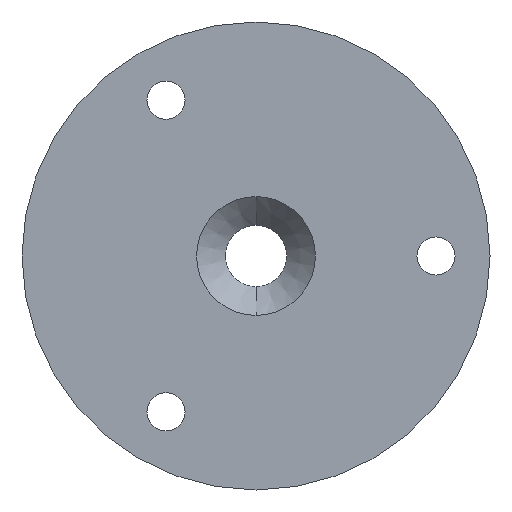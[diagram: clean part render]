
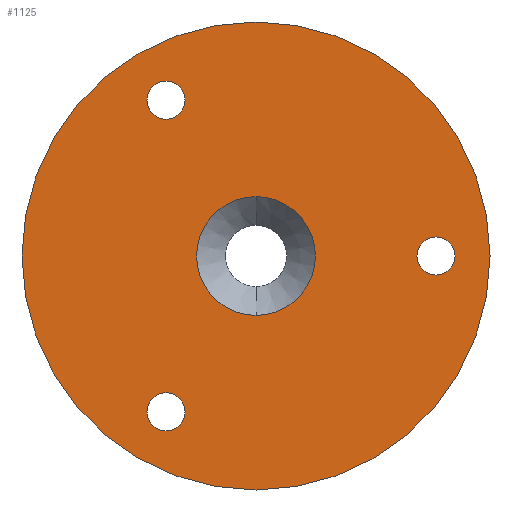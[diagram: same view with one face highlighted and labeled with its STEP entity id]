
A CAD part, front view. The second image highlights one B-rep face of the part: STEP entity #1125.
In plain terms, the highlighted planar face has unit normal (0, -1, 0).
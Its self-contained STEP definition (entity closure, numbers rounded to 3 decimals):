
#56 = DIRECTION ( 'NONE',  ( 0., 1., 0. ) ) ;
#57 = DIRECTION ( 'NONE',  ( 0., 0., 1. ) ) ;
#67 = CARTESIAN_POINT ( 'NONE',  ( 0., 0., 0. ) ) ;
#74 = DIRECTION ( 'NONE',  ( 0., 1., 0. ) ) ;
#75 = DIRECTION ( 'NONE',  ( 0., 0., 1. ) ) ;
#189 = FACE_BOUND ( 'NONE', #257, .T. ) ;
#191 = FACE_OUTER_BOUND ( 'NONE', #242, .T. ) ;
#202 = AXIS2_PLACEMENT_3D ( 'NONE', #630, #631, #632 ) ;
#210 = AXIS2_PLACEMENT_3D ( 'NONE', #645, #658, #659 ) ;
#211 = AXIS2_PLACEMENT_3D ( 'NONE', #660, #667, #668 ) ;
#212 = AXIS2_PLACEMENT_3D ( 'NONE', #669, #56, #57 ) ;
#219 = AXIS2_PLACEMENT_3D ( 'NONE', #67, #74, #75 ) ;
#236 = VERTEX_POINT ( 'NONE', #932 ) ;
#242 = EDGE_LOOP ( 'NONE', ( #495, #485 ) ) ;
#253 = VERTEX_POINT ( 'NONE', #936 ) ;
#257 = EDGE_LOOP ( 'NONE', ( #488, #486 ) ) ;
#261 = EDGE_LOOP ( 'NONE', ( #490, #489 ) ) ;
#262 = EDGE_LOOP ( 'NONE', ( #492, #491 ) ) ;
#266 = VERTEX_POINT ( 'NONE', #941 ) ;
#268 = VERTEX_POINT ( 'NONE', #943 ) ;
#271 = VERTEX_POINT ( 'NONE', #945 ) ;
#334 = CIRCLE ( 'NONE', #684, 8.25 ) ;
#340 = CIRCLE ( 'NONE', #693, 8.25 ) ;
#346 = CIRCLE ( 'NONE', #690, 32.5 ) ;
#353 = FACE_BOUND ( 'NONE', #261, .T. ) ;
#354 = CIRCLE ( 'NONE', #703, 2.65 ) ;
#356 = CIRCLE ( 'NONE', #705, 2.65 ) ;
#363 = CIRCLE ( 'NONE', #202, 2.65 ) ;
#368 = CIRCLE ( 'NONE', #210, 2.65 ) ;
#369 = CIRCLE ( 'NONE', #211, 2.65 ) ;
#370 = CIRCLE ( 'NONE', #212, 2.65 ) ;
#372 = CIRCLE ( 'NONE', #219, 32.5 ) ;
#389 = VERTEX_POINT ( 'NONE', #960 ) ;
#390 = VERTEX_POINT ( 'NONE', #961 ) ;
#393 = VERTEX_POINT ( 'NONE', #964 ) ;
#396 = VERTEX_POINT ( 'NONE', #967 ) ;
#485 = ORIENTED_EDGE ( 'NONE', *, *, #1155, .F. ) ;
#486 = ORIENTED_EDGE ( 'NONE', *, *, #1096, .F. ) ;
#488 = ORIENTED_EDGE ( 'NONE', *, *, #1104, .F. ) ;
#489 = ORIENTED_EDGE ( 'NONE', *, *, #1149, .T. ) ;
#490 = ORIENTED_EDGE ( 'NONE', *, *, #1114, .T. ) ;
#491 = ORIENTED_EDGE ( 'NONE', *, *, #1146, .T. ) ;
#492 = ORIENTED_EDGE ( 'NONE', *, *, #1116, .T. ) ;
#493 = ORIENTED_EDGE ( 'NONE', *, *, #1143, .T. ) ;
#495 = ORIENTED_EDGE ( 'NONE', *, *, #1110, .F. ) ;
#497 = ORIENTED_EDGE ( 'NONE', *, *, #1134, .T. ) ;
#540 = CARTESIAN_POINT ( 'NONE',  ( 0., 0., 0. ) ) ;
#541 = DIRECTION ( 'NONE',  ( 0., -1., 0. ) ) ;
#542 = DIRECTION ( 'NONE',  ( 0., 0., -1. ) ) ;
#558 = CARTESIAN_POINT ( 'NONE',  ( 0., 0., 0. ) ) ;
#559 = DIRECTION ( 'NONE',  ( 0., 1., 0. ) ) ;
#560 = DIRECTION ( 'NONE',  ( 0., 0., 1. ) ) ;
#570 = CARTESIAN_POINT ( 'NONE',  ( 25., 0., 0. ) ) ;
#571 = DIRECTION ( 'NONE',  ( 0., 1., 0. ) ) ;
#572 = DIRECTION ( 'NONE',  ( 0., 0., 1. ) ) ;
#576 = CARTESIAN_POINT ( 'NONE',  ( -12.5, 0., 21.651 ) ) ;
#577 = DIRECTION ( 'NONE',  ( 0., 1., 0. ) ) ;
#578 = DIRECTION ( 'NONE',  ( -0.866, 0., -0.5 ) ) ;
#604 = PLANE ( 'NONE',  #726 ) ;
#605 = CARTESIAN_POINT ( 'NONE',  ( 0., 0., 0. ) ) ;
#606 = DIRECTION ( 'NONE',  ( 0., 1., 0. ) ) ;
#607 = DIRECTION ( 'NONE',  ( 0., 0., 1. ) ) ;
#630 = CARTESIAN_POINT ( 'NONE',  ( -12.5, 0., -21.651 ) ) ;
#631 = DIRECTION ( 'NONE',  ( 0., 1., 0. ) ) ;
#632 = DIRECTION ( 'NONE',  ( 0.866, 0., -0.5 ) ) ;
#645 = CARTESIAN_POINT ( 'NONE',  ( -12.5, 0., -21.651 ) ) ;
#658 = DIRECTION ( 'NONE',  ( 0., 1., 0. ) ) ;
#659 = DIRECTION ( 'NONE',  ( 0.866, 0., -0.5 ) ) ;
#660 = CARTESIAN_POINT ( 'NONE',  ( -12.5, 0., 21.651 ) ) ;
#667 = DIRECTION ( 'NONE',  ( 0., 1., 0. ) ) ;
#668 = DIRECTION ( 'NONE',  ( -0.866, 0., -0.5 ) ) ;
#669 = CARTESIAN_POINT ( 'NONE',  ( 25., 0., 0. ) ) ;
#684 = AXIS2_PLACEMENT_3D ( 'NONE', #1053, #1054, #1055 ) ;
#690 = AXIS2_PLACEMENT_3D ( 'NONE', #558, #559, #560 ) ;
#693 = AXIS2_PLACEMENT_3D ( 'NONE', #540, #541, #542 ) ;
#703 = AXIS2_PLACEMENT_3D ( 'NONE', #570, #571, #572 ) ;
#705 = AXIS2_PLACEMENT_3D ( 'NONE', #576, #577, #578 ) ;
#722 = FACE_BOUND ( 'NONE', #795, .T. ) ;
#726 = AXIS2_PLACEMENT_3D ( 'NONE', #605, #606, #607 ) ;
#727 = FACE_BOUND ( 'NONE', #262, .T. ) ;
#795 = EDGE_LOOP ( 'NONE', ( #497, #493 ) ) ;
#917 = VERTEX_POINT ( 'NONE', #983 ) ;
#932 = CARTESIAN_POINT ( 'NONE',  ( 0., 0., -8.25 ) ) ;
#936 = CARTESIAN_POINT ( 'NONE',  ( -12.5, 0., -24.301 ) ) ;
#941 = CARTESIAN_POINT ( 'NONE',  ( 0., 0., 8.25 ) ) ;
#943 = CARTESIAN_POINT ( 'NONE',  ( 0., 0., -32.5 ) ) ;
#945 = CARTESIAN_POINT ( 'NONE',  ( 25., 0., 2.65 ) ) ;
#960 = CARTESIAN_POINT ( 'NONE',  ( -12.5, 0., -19.001 ) ) ;
#961 = CARTESIAN_POINT ( 'NONE',  ( -12.5, 0., 19.001 ) ) ;
#964 = CARTESIAN_POINT ( 'NONE',  ( -12.5, 0., 24.301 ) ) ;
#967 = CARTESIAN_POINT ( 'NONE',  ( 25., 0., -2.65 ) ) ;
#983 = CARTESIAN_POINT ( 'NONE',  ( 0., 0., 32.5 ) ) ;
#1053 = CARTESIAN_POINT ( 'NONE',  ( 0., 0., 0. ) ) ;
#1054 = DIRECTION ( 'NONE',  ( 0., -1., 0. ) ) ;
#1055 = DIRECTION ( 'NONE',  ( 0., 0., -1. ) ) ;
#1096 = EDGE_CURVE ( 'NONE', #266, #236, #334, .T. ) ;
#1104 = EDGE_CURVE ( 'NONE', #236, #266, #340, .T. ) ;
#1110 = EDGE_CURVE ( 'NONE', #268, #917, #346, .T. ) ;
#1114 = EDGE_CURVE ( 'NONE', #271, #396, #354, .T. ) ;
#1116 = EDGE_CURVE ( 'NONE', #393, #390, #356, .T. ) ;
#1125 = ADVANCED_FACE ( 'NONE', ( #722, #727, #353, #189, #191 ), #604, .F. ) ;
#1134 = EDGE_CURVE ( 'NONE', #389, #253, #363, .T. ) ;
#1143 = EDGE_CURVE ( 'NONE', #253, #389, #368, .T. ) ;
#1146 = EDGE_CURVE ( 'NONE', #390, #393, #369, .T. ) ;
#1149 = EDGE_CURVE ( 'NONE', #396, #271, #370, .T. ) ;
#1155 = EDGE_CURVE ( 'NONE', #917, #268, #372, .T. ) ;
